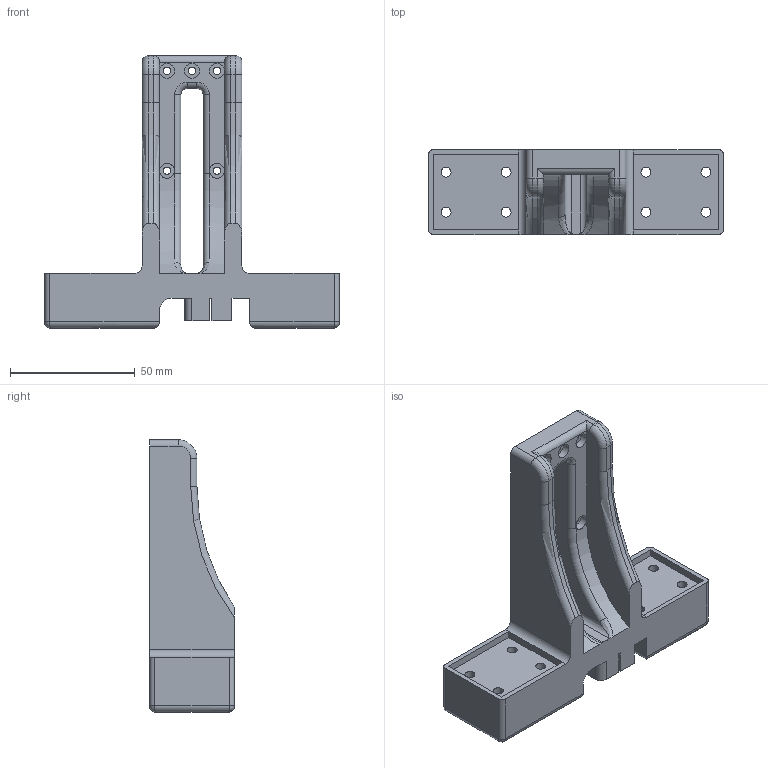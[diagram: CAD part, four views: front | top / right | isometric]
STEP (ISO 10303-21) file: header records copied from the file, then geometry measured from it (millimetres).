
FILE_DESCRIPTION(/* description */ (''),/* implementation_level */ '2;1');
FILE_NAME(/* name */ 'laser-carriage-makeblock-xy.step',/* time_stamp */ '2017-01-24T19:48:26+01:00',/* author */ (''),/* organization */ (''),/* preprocessor_version */ 'ST-DEVELOPER v16.5',/* originating_system */ 'Autodesk Translation Framework v5.2.0.2920',/* authorisation */ '');
FILE_SCHEMA (('AUTOMOTIVE_DESIGN { 1 0 10303 214 3 1 1 }'));
Length unit declared in the file: millimetre
Products named in the file (1): carriage v6
Bounding box: 118 x 34 x 109 mm (x, y, z)
Volume: 119483.6 mm3; surface area: 32474.1 mm2
Topology: 1 solids, 1 shells, 211 faces, 569 edges, 362 vertices
Faces by surface type: plane 126, cylinder 67, torus 12, bspline 6
Full cylindrical faces by diameter (mm): 3 x5, 4 x8, 6 x5, 8 x8
Entity records: 6816 total; most frequent: CARTESIAN_POINT 1505, DIRECTION 1077, ORIENTED_EDGE 1070, EDGE_CURVE 535, LINE 373, VECTOR 373, VERTEX_POINT 358, AXIS2_PLACEMENT_3D 352
